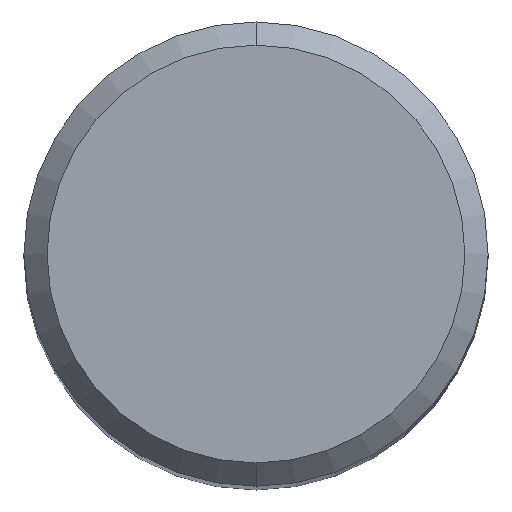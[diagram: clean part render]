
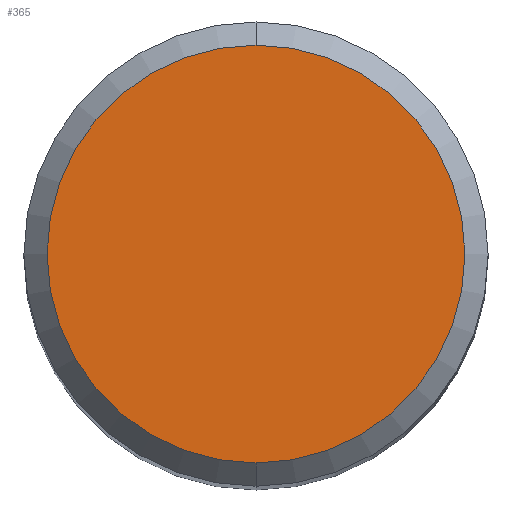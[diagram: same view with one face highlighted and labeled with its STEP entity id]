
A CAD part, top view. The second image highlights one B-rep face of the part: STEP entity #365.
In plain terms, the highlighted planar face has unit normal (0, 0, 1).
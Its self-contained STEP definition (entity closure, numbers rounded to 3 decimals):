
#365=ADVANCED_FACE('',(#699),#700,.T.);
#387=VERTEX_POINT('',#723);
#401=EDGE_CURVE('',#455,#387,#739,.T.);
#411=EDGE_CURVE('',#387,#455,#750,.T.);
#455=VERTEX_POINT('',#802);
#699=FACE_OUTER_BOUND('',#1252,.T.);
#700=PLANE('',#1253);
#723=CARTESIAN_POINT('',(0.,-4.5,0.0));
#739=CIRCLE('',#1367,4.5);
#750=CIRCLE('',#1381,4.5);
#802=CARTESIAN_POINT('',(0.0,4.5,0.0));
#1252=EDGE_LOOP('',(#1728,#1729));
#1253=AXIS2_PLACEMENT_3D('',#1730,#1731,#1732);
#1367=AXIS2_PLACEMENT_3D('',#1764,#1765,#1766);
#1381=AXIS2_PLACEMENT_3D('',#1780,#1781,#1782);
#1728=ORIENTED_EDGE('',*,*,#401,.F.);
#1729=ORIENTED_EDGE('',*,*,#411,.F.);
#1730=CARTESIAN_POINT('',(0.0,2.25,0.0));
#1731=DIRECTION('',(-0.0,0.0,1.0));
#1732=DIRECTION('',(0.0,-1.0,0.0));
#1764=CARTESIAN_POINT('',(0.0,0.0,0.0));
#1765=DIRECTION('',(0.0,0.0,-1.0));
#1766=DIRECTION('',(0.0,1.0,0.0));
#1780=CARTESIAN_POINT('',(0.0,0.0,0.0));
#1781=DIRECTION('',(0.0,0.0,-1.0));
#1782=DIRECTION('',(0.0,1.0,0.0));
